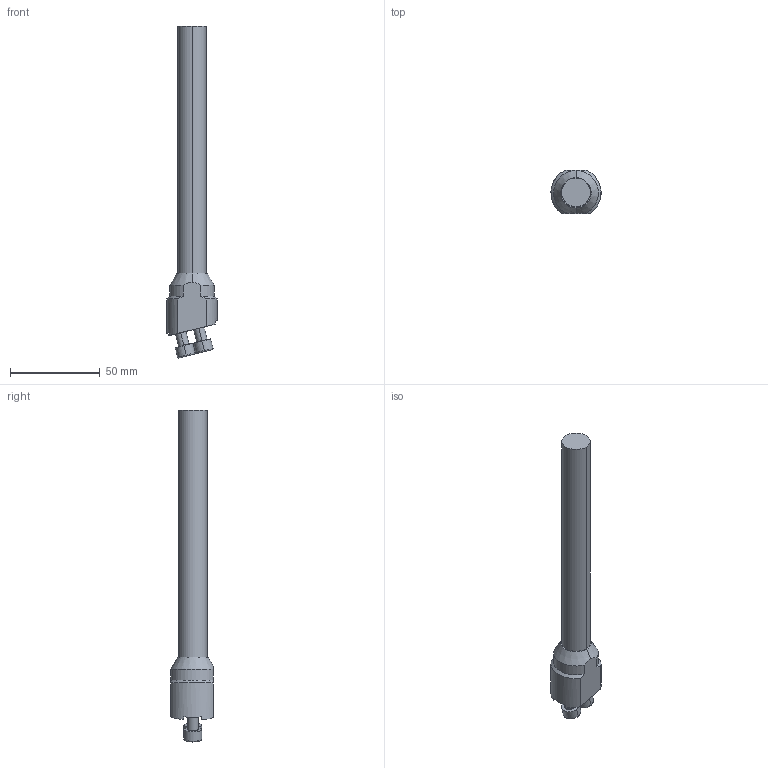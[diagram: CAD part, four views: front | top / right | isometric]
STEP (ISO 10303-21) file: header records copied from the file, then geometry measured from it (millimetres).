
FILE_DESCRIPTION(('no description'),'unknown implementation level');
FILE_NAME('73582E31-5A91-4AA9-8572-E9E95D557511_export.stp',' ',('CIMSOURCE GmbH'),('CADClick - KiM GmbH - www.kimweb.de'),'unknown preprocess','ACIS','unknown authorization');
FILE_SCHEMA(('automotive_design'));
Length unit declared in the file: millimetre
Products named in the file (3): 615.258 Kaiser D16 X 173HM|690.150 Kaiser ETL M6X16_Standard;NONE; 615.258 Kaiser D16 X 173HM|615.258 Kaiser D16 X 173HM_Standard;NONE
Bounding box: 27.97 x 24 x 185.46 mm (x, y, z)
Volume: 42690.9 mm3; surface area: 14201.2 mm2
Topology: 3 solids, 3 shells, 122 faces, 290 edges, 177 vertices
Faces by surface type: plane 54, cylinder 44, cone 16, torus 8
Entity records: 6961 total; most frequent: CARTESIAN_POINT 850, DIRECTION 602, STYLED_ITEM 584, PRESENTATION_STYLE_ASSIGNMENT 584, COLOUR_RGB 584, ORIENTED_EDGE 564, EDGE_CURVE 282, CURVE_STYLE 282
